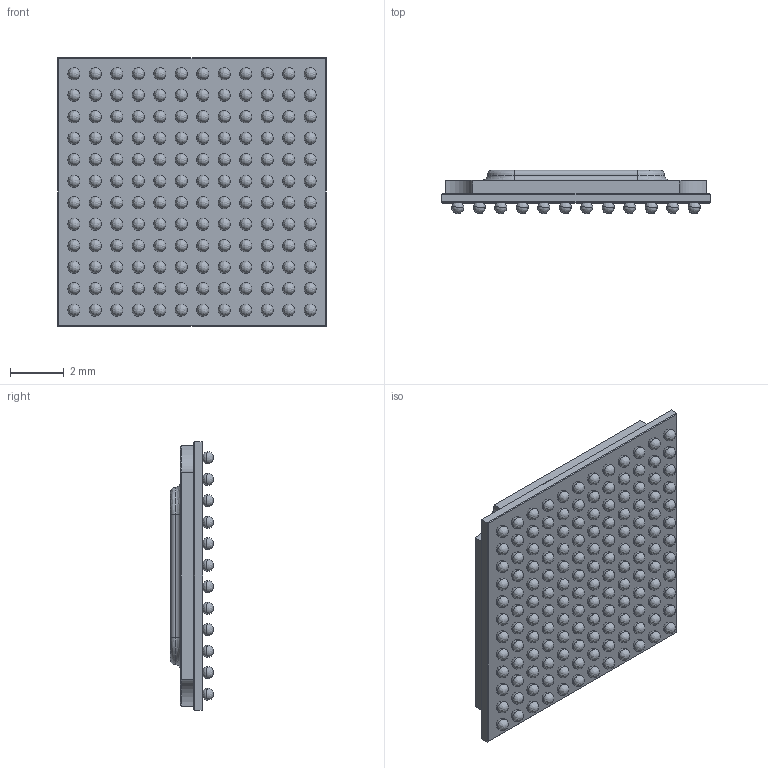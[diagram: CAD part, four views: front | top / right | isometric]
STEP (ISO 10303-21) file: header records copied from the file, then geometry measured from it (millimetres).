
FILE_DESCRIPTION (( 'STEP AP214' ), '1' );
FILE_NAME ('User Library-BGAED-144.STEP', '2020-12-25T09:28:12', ( '' ), ( '' ), 'SwSTEP 2.0', 'SolidWorks 2020', '' );
FILE_SCHEMA (( 'AUTOMOTIVE_DESIGN' ));
Length unit declared in the file: millimetre
Products named in the file (3): User Library-BGAED-144; Body; Ball
Assembly tree (145 placements, depth 2):
  User Library-BGAED-144
    Body
    Ball  x144
Bounding box: 10 x 1.61 x 10 mm (x, y, z)
Volume: 102.1 mm3; surface area: 327 mm2
Topology: 145 solids, 145 shells, 625 faces, 1698 edges, 822 vertices
Faces by surface type: bspline 369, plane 236, cylinder 16, cone 4
Entity records: 18471 total; most frequent: CARTESIAN_POINT 6182, ORIENTED_EDGE 1672, DIRECTION 1520, EDGE_CURVE 836, VECTOR 636, LINE 636, VERTEX_POINT 536, AXIS2_PLACEMENT_3D 442
